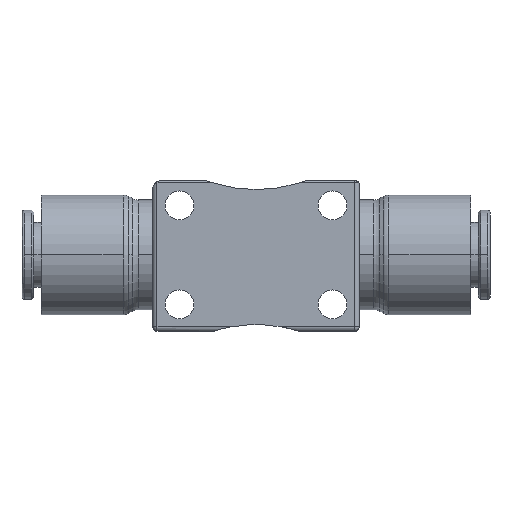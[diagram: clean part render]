
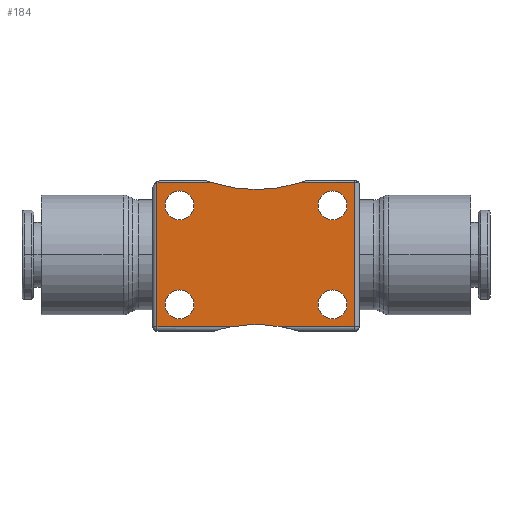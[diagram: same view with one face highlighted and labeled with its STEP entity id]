
A CAD part, front view. The second image highlights one B-rep face of the part: STEP entity #184.
In plain terms, the highlighted planar face has unit normal (0, -1, 0).
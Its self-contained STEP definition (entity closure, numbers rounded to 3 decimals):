
#184=ADVANCED_FACE('',(#494,#495,#496,#497,#498),#499,.F.);
#494=FACE_BOUND('',#832,.T.);
#495=FACE_BOUND('',#833,.T.);
#496=FACE_BOUND('',#834,.T.);
#497=FACE_BOUND('',#835,.T.);
#498=FACE_OUTER_BOUND('',#836,.T.);
#499=PLANE('',#837);
#832=EDGE_LOOP('',(#1999,#2000));
#833=EDGE_LOOP('',(#2001,#2002));
#834=EDGE_LOOP('',(#2003,#2004));
#835=EDGE_LOOP('',(#2005,#2006));
#836=EDGE_LOOP('',(#2007,#2008,#2009,#2010,#2011,#2012,#2013,#2014));
#837=AXIS2_PLACEMENT_3D('',#2015,#2016,#2017);
#1999=ORIENTED_EDGE('',*,*,#2310,.T.);
#2000=ORIENTED_EDGE('',*,*,#2433,.T.);
#2001=ORIENTED_EDGE('',*,*,#2330,.T.);
#2002=ORIENTED_EDGE('',*,*,#2371,.T.);
#2003=ORIENTED_EDGE('',*,*,#2318,.T.);
#2004=ORIENTED_EDGE('',*,*,#2420,.T.);
#2005=ORIENTED_EDGE('',*,*,#2326,.T.);
#2006=ORIENTED_EDGE('',*,*,#2408,.T.);
#2007=ORIENTED_EDGE('',*,*,#2477,.F.);
#2008=ORIENTED_EDGE('',*,*,#2546,.F.);
#2009=ORIENTED_EDGE('',*,*,#2548,.F.);
#2010=ORIENTED_EDGE('',*,*,#2535,.F.);
#2011=ORIENTED_EDGE('',*,*,#2487,.F.);
#2012=ORIENTED_EDGE('',*,*,#2534,.F.);
#2013=ORIENTED_EDGE('',*,*,#2538,.T.);
#2014=ORIENTED_EDGE('',*,*,#2530,.F.);
#2015=CARTESIAN_POINT('',(0.0,-8.4,0.0));
#2016=DIRECTION('',(0.0,1.0,-0.0));
#2017=DIRECTION('',(-0.0,0.0,1.0));
#2310=EDGE_CURVE('',#2828,#2832,#2834,.T.);
#2318=EDGE_CURVE('',#2836,#2848,#2850,.T.);
#2326=EDGE_CURVE('',#2852,#2864,#2866,.T.);
#2330=EDGE_CURVE('',#2868,#2872,#2874,.T.);
#2371=EDGE_CURVE('',#2872,#2868,#2941,.T.);
#2408=EDGE_CURVE('',#2864,#2852,#3000,.T.);
#2420=EDGE_CURVE('',#2848,#2836,#3018,.T.);
#2433=EDGE_CURVE('',#2832,#2828,#3038,.T.);
#2477=EDGE_CURVE('',#3085,#3087,#3088,.T.);
#2487=EDGE_CURVE('',#3103,#3105,#3106,.T.);
#2530=EDGE_CURVE('',#3087,#3178,#3179,.T.);
#2534=EDGE_CURVE('',#3182,#3103,#3184,.T.);
#2535=EDGE_CURVE('',#3105,#3171,#3185,.T.);
#2538=EDGE_CURVE('',#3182,#3178,#3188,.T.);
#2546=EDGE_CURVE('',#3168,#3085,#3196,.T.);
#2548=EDGE_CURVE('',#3171,#3168,#3198,.T.);
#2828=VERTEX_POINT('',#3594);
#2832=VERTEX_POINT('',#3599);
#2834=CIRCLE('',#3602,1.6);
#2836=VERTEX_POINT('',#3604);
#2848=VERTEX_POINT('',#3619);
#2850=CIRCLE('',#3622,1.6);
#2852=VERTEX_POINT('',#3624);
#2864=VERTEX_POINT('',#3639);
#2866=CIRCLE('',#3642,1.6);
#2868=VERTEX_POINT('',#3644);
#2872=VERTEX_POINT('',#3649);
#2874=CIRCLE('',#3652,1.6);
#2941=CIRCLE('',#3768,1.6);
#3000=CIRCLE('',#3857,1.6);
#3018=CIRCLE('',#3901,1.6);
#3038=CIRCLE('',#3949,1.6);
#3085=VERTEX_POINT('',#4005);
#3087=VERTEX_POINT('',#4027);
#3088=CIRCLE('',#4028,15.625);
#3103=VERTEX_POINT('',#4067);
#3105=VERTEX_POINT('',#4076);
#3106=CIRCLE('',#4077,15.625);
#3168=VERTEX_POINT('',#4402);
#3171=VERTEX_POINT('',#4405);
#3178=VERTEX_POINT('',#4415);
#3179=LINE('',#4416,#4417);
#3182=VERTEX_POINT('',#4420);
#3184=LINE('',#4422,#4423);
#3185=LINE('',#4424,#4425);
#3188=LINE('',#4428,#4429);
#3196=LINE('',#4439,#4440);
#3198=LINE('',#4443,#4444);
#3594=CARTESIAN_POINT('',(-6.9,-8.4,5.5));
#3599=CARTESIAN_POINT('',(-10.1,-8.4,5.5));
#3602=AXIS2_PLACEMENT_3D('',#5005,#5006,#5007);
#3604=CARTESIAN_POINT('',(10.1,-8.4,-5.5));
#3619=CARTESIAN_POINT('',(6.9,-8.4,-5.5));
#3622=AXIS2_PLACEMENT_3D('',#5021,#5022,#5023);
#3624=CARTESIAN_POINT('',(-6.9,-8.4,-5.5));
#3639=CARTESIAN_POINT('',(-10.1,-8.4,-5.5));
#3642=AXIS2_PLACEMENT_3D('',#5037,#5038,#5039);
#3644=CARTESIAN_POINT('',(10.1,-8.4,5.5));
#3649=CARTESIAN_POINT('',(6.9,-8.4,5.5));
#3652=AXIS2_PLACEMENT_3D('',#5045,#5046,#5047);
#3768=AXIS2_PLACEMENT_3D('',#5115,#5116,#5117);
#3857=AXIS2_PLACEMENT_3D('',#5177,#5178,#5179);
#3901=AXIS2_PLACEMENT_3D('',#5196,#5197,#5198);
#3949=AXIS2_PLACEMENT_3D('',#5216,#5217,#5218);
#4005=CARTESIAN_POINT('',(2.794,-8.4,-8.0));
#4027=CARTESIAN_POINT('',(-2.774,-8.4,-8.0));
#4028=AXIS2_PLACEMENT_3D('',#5338,#5339,#5340);
#4067=CARTESIAN_POINT('',(-4.773,-8.4,8.0));
#4076=CARTESIAN_POINT('',(4.793,-8.4,8.0));
#4077=AXIS2_PLACEMENT_3D('',#5352,#5353,#5354);
#4402=CARTESIAN_POINT('',(11.0,-8.4,-8.0));
#4405=CARTESIAN_POINT('',(11.0,-8.4,8.0));
#4415=CARTESIAN_POINT('',(-11.0,-8.4,-8.0));
#4416=CARTESIAN_POINT('',(0.0,-8.4,-8.0));
#4417=VECTOR('',#5394,1.0);
#4420=CARTESIAN_POINT('',(-11.0,-8.4,8.0));
#4422=CARTESIAN_POINT('',(0.0,-8.4,8.0));
#4423=VECTOR('',#5404,1.0);
#4424=CARTESIAN_POINT('',(0.0,-8.4,8.0));
#4425=VECTOR('',#5405,1.0);
#4428=CARTESIAN_POINT('',(-11.0,-8.4,0.0));
#4429=VECTOR('',#5412,1.0);
#4439=CARTESIAN_POINT('',(0.0,-8.4,-8.0));
#4440=VECTOR('',#5430,1.0);
#4443=CARTESIAN_POINT('',(11.0,-8.4,0.0));
#4444=VECTOR('',#5432,1.0);
#5005=CARTESIAN_POINT('',(-8.5,-8.4,5.5));
#5006=DIRECTION('',(0.0,1.0,-0.0));
#5007=DIRECTION('',(1.0,0.0,0.0));
#5021=CARTESIAN_POINT('',(8.5,-8.4,-5.5));
#5022=DIRECTION('',(0.0,1.0,-0.0));
#5023=DIRECTION('',(1.0,0.0,0.0));
#5037=CARTESIAN_POINT('',(-8.5,-8.4,-5.5));
#5038=DIRECTION('',(0.0,1.0,-0.0));
#5039=DIRECTION('',(1.0,0.0,0.0));
#5045=CARTESIAN_POINT('',(8.5,-8.4,5.5));
#5046=DIRECTION('',(0.0,1.0,-0.0));
#5047=DIRECTION('',(1.0,0.0,0.0));
#5115=CARTESIAN_POINT('',(8.5,-8.4,5.5));
#5116=DIRECTION('',(0.0,1.0,-0.0));
#5117=DIRECTION('',(1.0,0.0,0.0));
#5177=CARTESIAN_POINT('',(-8.5,-8.4,-5.5));
#5178=DIRECTION('',(0.0,1.0,-0.0));
#5179=DIRECTION('',(1.0,0.0,0.0));
#5196=CARTESIAN_POINT('',(8.5,-8.4,-5.5));
#5197=DIRECTION('',(0.0,1.0,-0.0));
#5198=DIRECTION('',(1.0,0.0,0.0));
#5216=CARTESIAN_POINT('',(-8.5,-8.4,5.5));
#5217=DIRECTION('',(0.0,1.0,-0.0));
#5218=DIRECTION('',(1.0,0.0,0.0));
#5338=CARTESIAN_POINT('',(0.01,-8.4,-23.375));
#5339=DIRECTION('',(0.0,-1.0,0.0));
#5340=DIRECTION('',(1.0,0.0,0.0));
#5352=CARTESIAN_POINT('',(0.01,-8.4,22.875));
#5353=DIRECTION('',(0.0,-1.0,0.0));
#5354=DIRECTION('',(1.0,0.0,0.0));
#5394=DIRECTION('',(-1.0,0.0,0.0));
#5404=DIRECTION('',(1.0,0.0,0.0));
#5405=DIRECTION('',(1.0,0.0,0.0));
#5412=DIRECTION('',(0.0,0.0,-1.0));
#5430=DIRECTION('',(-1.0,0.0,0.0));
#5432=DIRECTION('',(0.0,0.0,-1.0));
